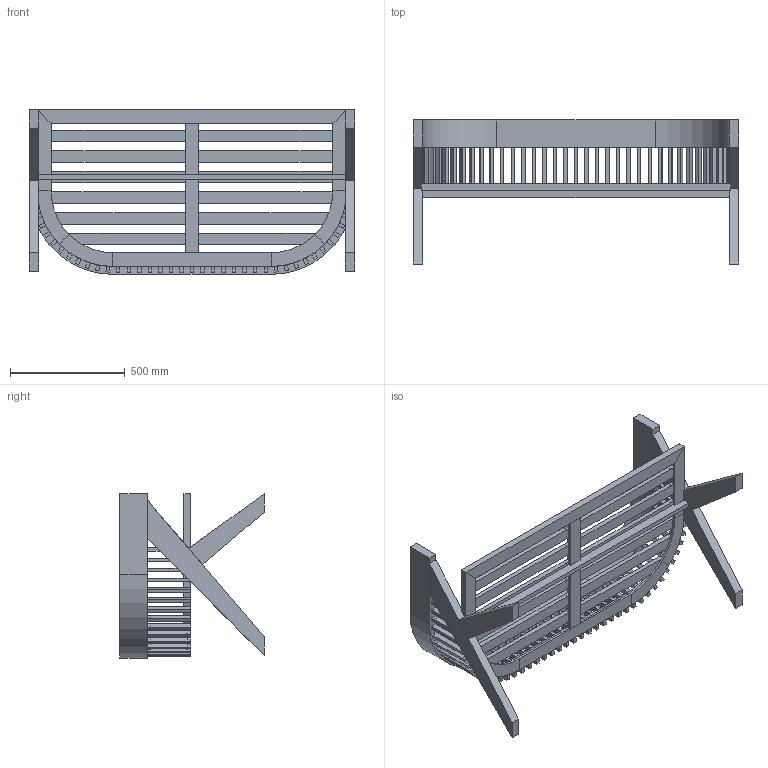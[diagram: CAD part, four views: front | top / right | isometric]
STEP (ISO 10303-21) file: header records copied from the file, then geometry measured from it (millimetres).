
FILE_DESCRIPTION (( 'STEP AP203' ), '1' );
FILE_NAME ('1. Atlantic Sofa - sklop.STEP', '2023-11-23T09:54:53', ( '' ), ( '' ), 'SwSTEP 2.0', 'SolidWorks 2023', '' );
FILE_SCHEMA (( 'CONFIG_CONTROL_DESIGN' ));
Products named in the file (1): 1. Atlantic Sofa - sklop
Bounding box: 1420 x 630 x 720 mm (x, y, z)
Volume: 36896931.3 mm3; surface area: 4301043.5 mm2
Topology: 198 solids, 198 shells, 2328 faces, 4544 edges, 2860 vertices
Faces by surface type: plane 1018, cylinder 806, cone 504
Entity records: 60691 total; most frequent: CARTESIAN_POINT 11269, DIRECTION 11222, ORIENTED_EDGE 9088, EDGE_CURVE 4544, AXIS2_PLACEMENT_3D 4397, VERTEX_POINT 2860, EDGE_LOOP 2604, VECTOR 2428
